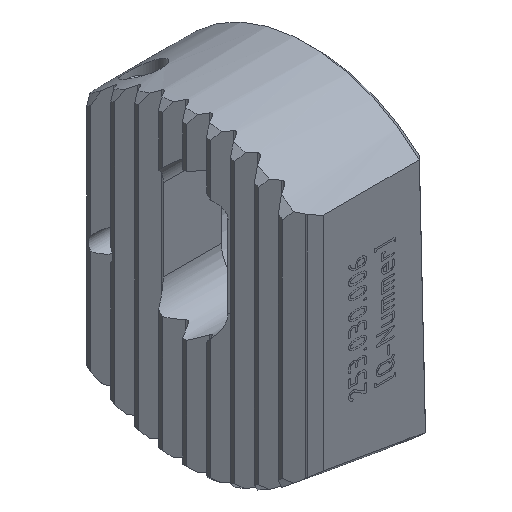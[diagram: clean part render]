
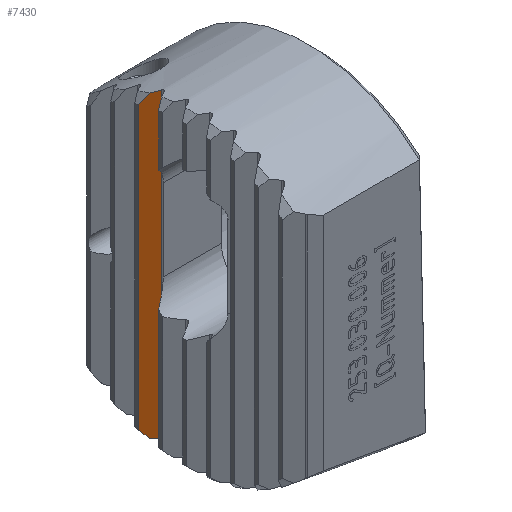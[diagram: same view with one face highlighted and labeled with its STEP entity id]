
A CAD part, isometric view. The second image highlights one B-rep face of the part: STEP entity #7430.
In plain terms, the highlighted planar face has unit normal (-0.5, -0.866, 0).
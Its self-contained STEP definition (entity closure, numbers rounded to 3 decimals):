
#794 = VERTEX_POINT ( 'NONE', #12642 ) ;
#848 = CARTESIAN_POINT ( 'NONE',  ( 0.65, 3.125, -12.259 ) ) ;
#1361 = VERTEX_POINT ( 'NONE', #848 ) ;
#2956 = CARTESIAN_POINT ( 'NONE',  ( -0.103, 3.559, -11.925 ) ) ;
#3006 = CARTESIAN_POINT ( 'NONE',  ( -0.008, 3.504, -12.04 ) ) ;
#3408 = LINE ( 'NONE', #3793, #6249 ) ;
#3793 = CARTESIAN_POINT ( 'NONE',  ( 0.65, 3.125, -14.351 ) ) ;
#3829 = CARTESIAN_POINT ( 'NONE',  ( -0.386, 3.723, 12.4 ) ) ;
#3914 = EDGE_CURVE ( 'NONE', #9945, #4762, #10977, .T. ) ;
#4344 = B_SPLINE_CURVE_WITH_KNOTS ( 'NONE', 3,
 ( #14147, #3829, #5079, #4959 ),
 .UNSPECIFIED., .F., .F.,
 ( 4, 4 ),
 ( 0., 0.001 ),
 .UNSPECIFIED. ) ;
#4471 = EDGE_CURVE ( 'NONE', #9945, #794, #5578, .T. ) ;
#4762 = VERTEX_POINT ( 'NONE', #9819 ) ;
#4959 = CARTESIAN_POINT ( 'NONE',  ( 0., 3.5, 12.863 ) ) ;
#5079 = CARTESIAN_POINT ( 'NONE',  ( -0.194, 3.612, 12.633 ) ) ;
#5201 = CARTESIAN_POINT ( 'NONE',  ( 0.65, 3.125, 12.958 ) ) ;
#5366 = CARTESIAN_POINT ( 'NONE',  ( 0.216, 3.375, 12.897 ) ) ;
#5578 = LINE ( 'NONE', #11649, #16097 ) ;
#6249 = VECTOR ( 'NONE', #7679, 1000. ) ;
#6828 = ORIENTED_EDGE ( 'NONE', *, *, #7028, .F. ) ;
#7028 = EDGE_CURVE ( 'NONE', #15796, #14535, #15321, .T. ) ;
#7043 = ORIENTED_EDGE ( 'NONE', *, *, #13084, .T. ) ;
#7291 = CARTESIAN_POINT ( 'NONE',  ( -0.008, 3.504, -12.04 ) ) ;
#7343 = CARTESIAN_POINT ( 'NONE',  ( 0.429, 3.252, -12.188 ) ) ;
#7382 = EDGE_CURVE ( 'NONE', #794, #15796, #4344, .T. ) ;
#7430 = ADVANCED_FACE ( 'NONE', ( #11524 ), #10313, .F. ) ;
#7679 = DIRECTION ( 'NONE',  ( 0., 0., 1. ) ) ;
#8082 = CARTESIAN_POINT ( 'NONE',  ( -0.577, 3.833, -11.346 ) ) ;
#8450 = AXIS2_PLACEMENT_3D ( 'NONE', #16750, #15398, #14089 ) ;
#9114 = EDGE_LOOP ( 'NONE', ( #13382, #13844, #9526, #7043, #6828, #16026 ) ) ;
#9373 = CARTESIAN_POINT ( 'NONE',  ( -0.293, 3.669, -11.694 ) ) ;
#9526 = ORIENTED_EDGE ( 'NONE', *, *, #16312, .T. ) ;
#9632 = CARTESIAN_POINT ( 'NONE',  ( 0., 3.5, 12.863 ) ) ;
#9819 = CARTESIAN_POINT ( 'NONE',  ( -0.008, 3.504, -12.04 ) ) ;
#9945 = VERTEX_POINT ( 'NONE', #10210 ) ;
#10210 = CARTESIAN_POINT ( 'NONE',  ( -0.577, 3.833, -11.346 ) ) ;
#10308 = DIRECTION ( 'NONE',  ( 0., 0., 1. ) ) ;
#10313 = PLANE ( 'NONE',  #8450 ) ;
#10329 = CARTESIAN_POINT ( 'NONE',  ( 0., 3.5, 12.863 ) ) ;
#10729 = CARTESIAN_POINT ( 'NONE',  ( -0.483, 3.779, -11.462 ) ) ;
#10977 = B_SPLINE_CURVE_WITH_KNOTS ( 'NONE', 3,
 ( #8082, #10729, #11904, #9373, #14575, #2956, #3006 ),
 .UNSPECIFIED., .F., .F.,
 ( 4, 3, 4 ),
 ( 0., 0., 0.001 ),
 .UNSPECIFIED. ) ;
#11524 = FACE_OUTER_BOUND ( 'NONE', #9114, .T. ) ;
#11649 = CARTESIAN_POINT ( 'NONE',  ( -0.577, 3.833, -14.351 ) ) ;
#11904 = CARTESIAN_POINT ( 'NONE',  ( -0.388, 3.724, -11.578 ) ) ;
#12642 = CARTESIAN_POINT ( 'NONE',  ( -0.577, 3.833, 12.166 ) ) ;
#13084 = EDGE_CURVE ( 'NONE', #1361, #14535, #3408, .T. ) ;
#13382 = ORIENTED_EDGE ( 'NONE', *, *, #4471, .F. ) ;
#13844 = ORIENTED_EDGE ( 'NONE', *, *, #3914, .T. ) ;
#13877 =( BOUNDED_CURVE ( )  B_SPLINE_CURVE ( 3, ( #7291, #14867, #7343, #16321 ),
 .UNSPECIFIED., .F., .T. ) 
 B_SPLINE_CURVE_WITH_KNOTS ( ( 4, 4 ),
 ( 1.398, 1.428 ),
 .UNSPECIFIED. ) 
 CURVE ( )  GEOMETRIC_REPRESENTATION_ITEM ( )  RATIONAL_B_SPLINE_CURVE ( ( 1., 1., 1., 1. ) ) 
 REPRESENTATION_ITEM ( '' )  );
#14089 = DIRECTION ( 'NONE',  ( -0.866, 0.5, 0. ) ) ;
#14147 = CARTESIAN_POINT ( 'NONE',  ( -0.577, 3.833, 12.166 ) ) ;
#14333 = CARTESIAN_POINT ( 'NONE',  ( 0.433, 3.25, 12.929 ) ) ;
#14535 = VERTEX_POINT ( 'NONE', #14705 ) ;
#14575 = CARTESIAN_POINT ( 'NONE',  ( -0.198, 3.614, -11.81 ) ) ;
#14705 = CARTESIAN_POINT ( 'NONE',  ( 0.65, 3.125, 12.958 ) ) ;
#14867 = CARTESIAN_POINT ( 'NONE',  ( 0.21, 3.379, -12.115 ) ) ;
#15321 =( BOUNDED_CURVE ( )  B_SPLINE_CURVE ( 3, ( #10329, #5366, #14333, #5201 ),
 .UNSPECIFIED., .F., .F. ) 
 B_SPLINE_CURVE_WITH_KNOTS ( ( 4, 4 ),
 ( 1.309, 1.337 ),
 .UNSPECIFIED. ) 
 CURVE ( )  GEOMETRIC_REPRESENTATION_ITEM ( )  RATIONAL_B_SPLINE_CURVE ( ( 1., 1., 1., 1. ) ) 
 REPRESENTATION_ITEM ( '' )  );
#15398 = DIRECTION ( 'NONE',  ( 0.5, 0.866, 0. ) ) ;
#15796 = VERTEX_POINT ( 'NONE', #9632 ) ;
#16026 = ORIENTED_EDGE ( 'NONE', *, *, #7382, .F. ) ;
#16097 = VECTOR ( 'NONE', #10308, 1000. ) ;
#16312 = EDGE_CURVE ( 'NONE', #4762, #1361, #13877, .T. ) ;
#16321 = CARTESIAN_POINT ( 'NONE',  ( 0.65, 3.125, -12.259 ) ) ;
#16750 = CARTESIAN_POINT ( 'NONE',  ( 0.65, 3.125, -14.351 ) ) ;
